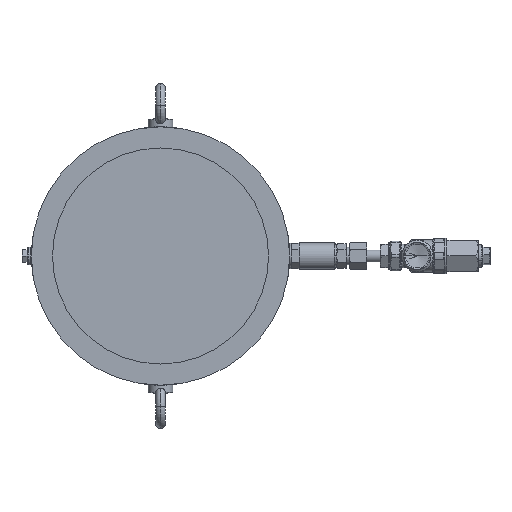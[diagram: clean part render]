
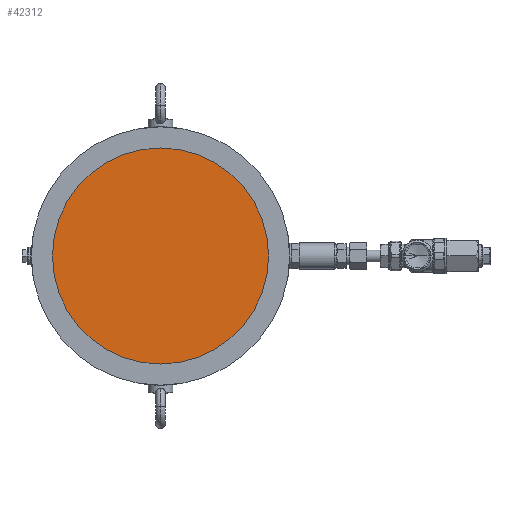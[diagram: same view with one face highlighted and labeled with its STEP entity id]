
A CAD part, front view. The second image highlights one B-rep face of the part: STEP entity #42312.
In plain terms, the highlighted planar face has unit normal (0, -1, 0).
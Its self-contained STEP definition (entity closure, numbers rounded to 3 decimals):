
#6860 = EDGE_LOOP ( 'NONE', ( #38686, #35393 ) ) ;
#6993 = EDGE_CURVE ( 'Defeature ausgef�hrt1_548+Defeature ausgef�hrt1_550+Defeature ausgef�hrt1_550+Defeature ausgef�hrt1_550', #46668, #25131, #42502, .T. ) ;
#8374 = DIRECTION ( 'NONE',  ( 0., -1., 0. ) ) ;
#9619 = DIRECTION ( 'NONE',  ( -1., 0., 0. ) ) ;
#16497 = CARTESIAN_POINT ( 'NONE',  ( 110., 0.194, 0. ) ) ;
#18151 = AXIS2_PLACEMENT_3D ( 'NONE', #48907, #23521, #46052 ) ;
#22503 = AXIS2_PLACEMENT_3D ( 'NONE', #23515, #8374, #47014 ) ;
#23515 = CARTESIAN_POINT ( 'NONE',  ( 0., 0.194, 0. ) ) ;
#23521 = DIRECTION ( 'NONE',  ( 0., -1., 0. ) ) ;
#25023 = EDGE_CURVE ( 'Defeature ausgef�hrt1_548+Defeature ausgef�hrt1_550+Defeature ausgef�hrt1_550+Defeature ausgef�hrt1_550', #25131, #46668, #38746, .T. ) ;
#25131 = VERTEX_POINT ( 'NONE', #38827 ) ;
#27581 = CARTESIAN_POINT ( 'NONE',  ( -60., 0.194, 0. ) ) ;
#31633 = DIRECTION ( 'NONE',  ( 0., 1., 0. ) ) ;
#35393 = ORIENTED_EDGE ( 'NONE', *, *, #6993, .T. ) ;
#35848 = AXIS2_PLACEMENT_3D ( 'NONE', #27581, #31633, #9619 ) ;
#38686 = ORIENTED_EDGE ( 'NONE', *, *, #25023, .T. ) ;
#38746 = CIRCLE ( 'NONE', #18151, 110. ) ;
#38827 = CARTESIAN_POINT ( 'NONE',  ( -110., 0.194, 0. ) ) ;
#42312 = ADVANCED_FACE ( 'Defeature ausgef�hrt1_548', ( #45877 ), #47251, .F. ) ;
#42502 = CIRCLE ( 'NONE', #22503, 110. ) ;
#45877 = FACE_OUTER_BOUND ( 'NONE', #6860, .T. ) ;
#46052 = DIRECTION ( 'NONE',  ( -1., 0., 0. ) ) ;
#46668 = VERTEX_POINT ( 'NONE', #16497 ) ;
#47014 = DIRECTION ( 'NONE',  ( -1., 0., 0. ) ) ;
#47251 = PLANE ( 'NONE',  #35848 ) ;
#48907 = CARTESIAN_POINT ( 'NONE',  ( 0., 0.194, 0. ) ) ;
